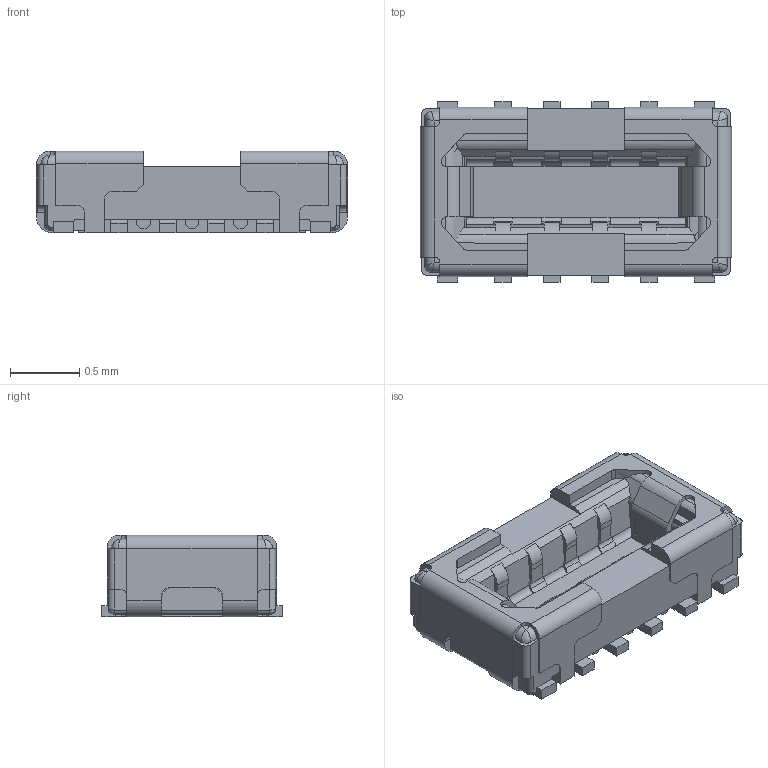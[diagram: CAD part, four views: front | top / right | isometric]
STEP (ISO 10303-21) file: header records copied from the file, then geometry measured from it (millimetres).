
FILE_DESCRIPTION (( 'STEP AP214' ), '1' );
FILE_NAME ('axf5k0412.step', '2020-11-20T06:40:51', ( '' ), ( '(C)Panasonic Corporation 2020' ), '', '', '' );
FILE_SCHEMA (( 'AUTOMOTIVE_DESIGN' ));
Length unit declared in the file: millimetre
Products named in the file (1): axf5k0412
Bounding box: 2.24 x 1.3 x 0.59 mm (x, y, z)
Volume: 1.1 mm3; surface area: 12 mm2
Topology: 1 solids, 1 shells, 506 faces, 1422 edges, 924 vertices
Faces by surface type: plane 356, cylinder 142, bspline 8
Entity records: 16450 total; most frequent: CARTESIAN_POINT 3295, ORIENTED_EDGE 2836, DIRECTION 2628, EDGE_CURVE 1418, VECTOR 1122, LINE 1122, VERTEX_POINT 924, AXIS2_PLACEMENT_3D 753
